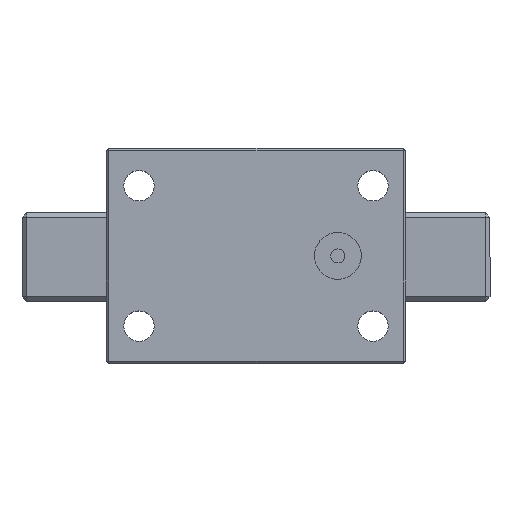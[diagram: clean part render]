
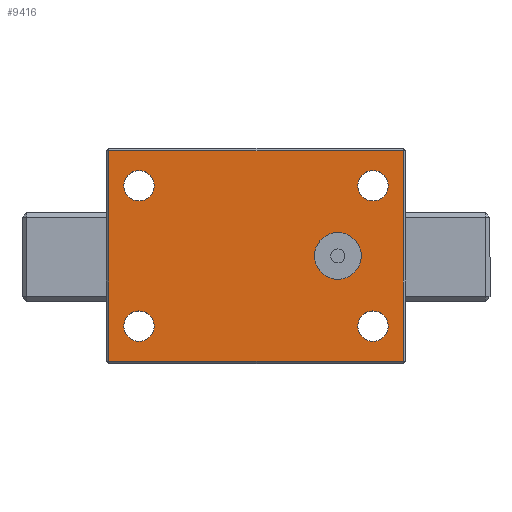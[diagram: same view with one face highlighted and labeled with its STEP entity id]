
A CAD part, top view. The second image highlights one B-rep face of the part: STEP entity #9416.
In plain terms, the highlighted planar face has unit normal (0, 0, 1).
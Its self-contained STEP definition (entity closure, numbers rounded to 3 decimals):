
#73 = DIRECTION ( 'NONE',  ( 0., 0., 1. ) ) ;
#269 = DIRECTION ( 'NONE',  ( 0., 0., 1. ) ) ;
#379 = VERTEX_POINT ( 'NONE', #6823 ) ;
#426 = CIRCLE ( 'NONE', #490, 5. ) ;
#490 = AXIS2_PLACEMENT_3D ( 'NONE', #8119, #9835, #8929 ) ;
#514 = ORIENTED_EDGE ( 'NONE', *, *, #7907, .F. ) ;
#640 = VERTEX_POINT ( 'NONE', #7124 ) ;
#654 = ORIENTED_EDGE ( 'NONE', *, *, #1715, .F. ) ;
#711 = EDGE_CURVE ( 'NONE', #640, #8319, #10749, .T. ) ;
#731 = CARTESIAN_POINT ( 'NONE',  ( 28.25, -15., 18. ) ) ;
#862 = DIRECTION ( 'NONE',  ( 0., 0., 1. ) ) ;
#971 = EDGE_CURVE ( 'NONE', #10935, #9793, #426, .T. ) ;
#1037 = DIRECTION ( 'NONE',  ( 0., 0., 1. ) ) ;
#1134 = DIRECTION ( 'NONE',  ( 0., 0., 1. ) ) ;
#1329 = CIRCLE ( 'NONE', #2517, 5. ) ;
#1550 = EDGE_CURVE ( 'NONE', #6785, #9779, #6343, .T. ) ;
#1649 = CARTESIAN_POINT ( 'NONE',  ( -25., 15., 18. ) ) ;
#1715 = EDGE_CURVE ( 'NONE', #379, #8512, #4730, .T. ) ;
#1725 = VERTEX_POINT ( 'NONE', #4079 ) ;
#1760 = CIRCLE ( 'NONE', #6036, 3.25 ) ;
#1871 = FACE_BOUND ( 'NONE', #4822, .T. ) ;
#1876 = AXIS2_PLACEMENT_3D ( 'NONE', #6175, #1037, #7047 ) ;
#1949 = VECTOR ( 'NONE', #4054, 1000. ) ;
#2021 = EDGE_CURVE ( 'NONE', #8209, #8762, #2851, .T. ) ;
#2127 = CARTESIAN_POINT ( 'NONE',  ( -32., 22.5, 18. ) ) ;
#2239 = LINE ( 'NONE', #2127, #6271 ) ;
#2492 = DIRECTION ( 'NONE',  ( 1., 0., 0. ) ) ;
#2517 = AXIS2_PLACEMENT_3D ( 'NONE', #5228, #73, #6095 ) ;
#2523 = AXIS2_PLACEMENT_3D ( 'NONE', #1649, #7622, #2492 ) ;
#2642 = CARTESIAN_POINT ( 'NONE',  ( 25., 15., 18. ) ) ;
#2695 = ORIENTED_EDGE ( 'NONE', *, *, #7982, .T. ) ;
#2851 = CIRCLE ( 'NONE', #8557, 3.25 ) ;
#3019 = EDGE_CURVE ( 'NONE', #8512, #379, #8624, .T. ) ;
#3065 = VECTOR ( 'NONE', #7883, 1000. ) ;
#3207 = EDGE_LOOP ( 'NONE', ( #9873, #4976 ) ) ;
#3504 = DIRECTION ( 'NONE',  ( 1., 0., 0. ) ) ;
#3857 = FACE_OUTER_BOUND ( 'NONE', #10582, .T. ) ;
#3933 = ORIENTED_EDGE ( 'NONE', *, *, #9474, .F. ) ;
#4054 = DIRECTION ( 'NONE',  ( 1., 0., 0. ) ) ;
#4079 = CARTESIAN_POINT ( 'NONE',  ( 21.75, 15., 18. ) ) ;
#4252 = CARTESIAN_POINT ( 'NONE',  ( 0., 0., 18. ) ) ;
#4409 = CIRCLE ( 'NONE', #1876, 3.25 ) ;
#4517 = DIRECTION ( 'NONE',  ( 1., 0., 0. ) ) ;
#4556 = DIRECTION ( 'NONE',  ( 0., 0., 1. ) ) ;
#4699 = AXIS2_PLACEMENT_3D ( 'NONE', #2642, #8633, #3504 ) ;
#4730 = CIRCLE ( 'NONE', #8747, 3.25 ) ;
#4755 = EDGE_CURVE ( 'NONE', #9779, #6785, #8673, .T. ) ;
#4822 = EDGE_LOOP ( 'NONE', ( #6328, #3933 ) ) ;
#4896 = CARTESIAN_POINT ( 'NONE',  ( -31.5, -23., 18. ) ) ;
#4912 = EDGE_LOOP ( 'NONE', ( #514, #9481 ) ) ;
#4914 = CARTESIAN_POINT ( 'NONE',  ( 32., -22.5, 18. ) ) ;
#4942 = DIRECTION ( 'NONE',  ( 0., 0., 1. ) ) ;
#4976 = ORIENTED_EDGE ( 'NONE', *, *, #2021, .F. ) ;
#5071 = DIRECTION ( 'NONE',  ( 0., 0., 1. ) ) ;
#5108 = DIRECTION ( 'NONE',  ( 1., 0., 0. ) ) ;
#5228 = CARTESIAN_POINT ( 'NONE',  ( 17.5, 0., 18. ) ) ;
#5286 = AXIS2_PLACEMENT_3D ( 'NONE', #4252, #5071, #5108 ) ;
#5385 = VERTEX_POINT ( 'NONE', #9932 ) ;
#5418 = CARTESIAN_POINT ( 'NONE',  ( 25., -15., 18. ) ) ;
#5467 = EDGE_CURVE ( 'NONE', #7935, #640, #10323, .T. ) ;
#5483 = ORIENTED_EDGE ( 'NONE', *, *, #4755, .F. ) ;
#5756 = VECTOR ( 'NONE', #10864, 1000. ) ;
#5996 = CARTESIAN_POINT ( 'NONE',  ( -25., -15., 18. ) ) ;
#6036 = AXIS2_PLACEMENT_3D ( 'NONE', #6266, #1134, #7130 ) ;
#6095 = DIRECTION ( 'NONE',  ( 1., 0., 0. ) ) ;
#6148 = FACE_BOUND ( 'NONE', #10000, .T. ) ;
#6175 = CARTESIAN_POINT ( 'NONE',  ( -25., -15., 18. ) ) ;
#6180 = CARTESIAN_POINT ( 'NONE',  ( 28.25, 15., 18. ) ) ;
#6197 = ORIENTED_EDGE ( 'NONE', *, *, #3019, .F. ) ;
#6261 = EDGE_CURVE ( 'NONE', #8762, #8209, #4409, .T. ) ;
#6266 = CARTESIAN_POINT ( 'NONE',  ( 25., 15., 18. ) ) ;
#6271 = VECTOR ( 'NONE', #8149, 1000. ) ;
#6282 = DIRECTION ( 'NONE',  ( 1., 0., 0. ) ) ;
#6328 = ORIENTED_EDGE ( 'NONE', *, *, #7071, .F. ) ;
#6334 = CARTESIAN_POINT ( 'NONE',  ( -28.25, -15., 18. ) ) ;
#6343 = CIRCLE ( 'NONE', #10828, 3.25 ) ;
#6711 = CARTESIAN_POINT ( 'NONE',  ( 21.75, -15., 18. ) ) ;
#6721 = CARTESIAN_POINT ( 'NONE',  ( -21.75, 15., 18. ) ) ;
#6785 = VERTEX_POINT ( 'NONE', #731 ) ;
#6823 = CARTESIAN_POINT ( 'NONE',  ( -28.25, 15., 18. ) ) ;
#6866 = DIRECTION ( 'NONE',  ( 1., 0., 0. ) ) ;
#6995 = CARTESIAN_POINT ( 'NONE',  ( -31.5, 22.5, 18. ) ) ;
#7028 = CARTESIAN_POINT ( 'NONE',  ( 31.5, 23., 18. ) ) ;
#7047 = DIRECTION ( 'NONE',  ( 1., 0., 0. ) ) ;
#7071 = EDGE_CURVE ( 'NONE', #8749, #1725, #1760, .T. ) ;
#7124 = CARTESIAN_POINT ( 'NONE',  ( -31.5, -22.5, 18. ) ) ;
#7130 = DIRECTION ( 'NONE',  ( 1., 0., 0. ) ) ;
#7622 = DIRECTION ( 'NONE',  ( 0., 0., 1. ) ) ;
#7645 = LINE ( 'NONE', #7028, #3065 ) ;
#7869 = EDGE_LOOP ( 'NONE', ( #9134, #5483 ) ) ;
#7883 = DIRECTION ( 'NONE',  ( 0., 1., 0. ) ) ;
#7907 = EDGE_CURVE ( 'NONE', #9793, #10935, #1329, .T. ) ;
#7935 = VERTEX_POINT ( 'NONE', #6995 ) ;
#7982 = EDGE_CURVE ( 'NONE', #8319, #5385, #7645, .T. ) ;
#8119 = CARTESIAN_POINT ( 'NONE',  ( 17.5, 0., 18. ) ) ;
#8149 = DIRECTION ( 'NONE',  ( -1., 0., 0. ) ) ;
#8209 = VERTEX_POINT ( 'NONE', #6334 ) ;
#8319 = VERTEX_POINT ( 'NONE', #10726 ) ;
#8415 = FACE_BOUND ( 'NONE', #4912, .T. ) ;
#8425 = CARTESIAN_POINT ( 'NONE',  ( 22.5, 0., 18. ) ) ;
#8512 = VERTEX_POINT ( 'NONE', #6721 ) ;
#8557 = AXIS2_PLACEMENT_3D ( 'NONE', #5996, #862, #6866 ) ;
#8624 = CIRCLE ( 'NONE', #2523, 3.25 ) ;
#8633 = DIRECTION ( 'NONE',  ( 0., 0., 1. ) ) ;
#8673 = CIRCLE ( 'NONE', #9998, 3.25 ) ;
#8687 = FACE_BOUND ( 'NONE', #7869, .T. ) ;
#8747 = AXIS2_PLACEMENT_3D ( 'NONE', #10059, #4942, #10912 ) ;
#8749 = VERTEX_POINT ( 'NONE', #6180 ) ;
#8762 = VERTEX_POINT ( 'NONE', #8825 ) ;
#8810 = CARTESIAN_POINT ( 'NONE',  ( 25., -15., 18. ) ) ;
#8825 = CARTESIAN_POINT ( 'NONE',  ( -21.75, -15., 18. ) ) ;
#8929 = DIRECTION ( 'NONE',  ( 1., 0., 0. ) ) ;
#9134 = ORIENTED_EDGE ( 'NONE', *, *, #1550, .F. ) ;
#9369 = PLANE ( 'NONE',  #5286 ) ;
#9416 = ADVANCED_FACE ( 'NONE', ( #8415, #10665, #8687, #1871, #6148, #3857 ), #9369, .T. ) ;
#9474 = EDGE_CURVE ( 'NONE', #1725, #8749, #9870, .T. ) ;
#9481 = ORIENTED_EDGE ( 'NONE', *, *, #971, .F. ) ;
#9714 = CARTESIAN_POINT ( 'NONE',  ( 12.5, 0., 18. ) ) ;
#9779 = VERTEX_POINT ( 'NONE', #6711 ) ;
#9793 = VERTEX_POINT ( 'NONE', #8425 ) ;
#9835 = DIRECTION ( 'NONE',  ( 0., 0., 1. ) ) ;
#9870 = CIRCLE ( 'NONE', #4699, 3.25 ) ;
#9873 = ORIENTED_EDGE ( 'NONE', *, *, #6261, .F. ) ;
#9932 = CARTESIAN_POINT ( 'NONE',  ( 31.5, 22.5, 18. ) ) ;
#9998 = AXIS2_PLACEMENT_3D ( 'NONE', #5418, #269, #6282 ) ;
#10000 = EDGE_LOOP ( 'NONE', ( #6197, #654 ) ) ;
#10059 = CARTESIAN_POINT ( 'NONE',  ( -25., 15., 18. ) ) ;
#10231 = ORIENTED_EDGE ( 'NONE', *, *, #11056, .T. ) ;
#10323 = LINE ( 'NONE', #4896, #5756 ) ;
#10582 = EDGE_LOOP ( 'NONE', ( #2695, #10231, #10923, #10840 ) ) ;
#10665 = FACE_BOUND ( 'NONE', #3207, .T. ) ;
#10726 = CARTESIAN_POINT ( 'NONE',  ( 31.5, -22.5, 18. ) ) ;
#10749 = LINE ( 'NONE', #4914, #1949 ) ;
#10828 = AXIS2_PLACEMENT_3D ( 'NONE', #8810, #4556, #4517 ) ;
#10840 = ORIENTED_EDGE ( 'NONE', *, *, #711, .T. ) ;
#10864 = DIRECTION ( 'NONE',  ( 0., -1., 0. ) ) ;
#10912 = DIRECTION ( 'NONE',  ( 1., 0., 0. ) ) ;
#10923 = ORIENTED_EDGE ( 'NONE', *, *, #5467, .T. ) ;
#10935 = VERTEX_POINT ( 'NONE', #9714 ) ;
#11056 = EDGE_CURVE ( 'NONE', #5385, #7935, #2239, .T. ) ;
